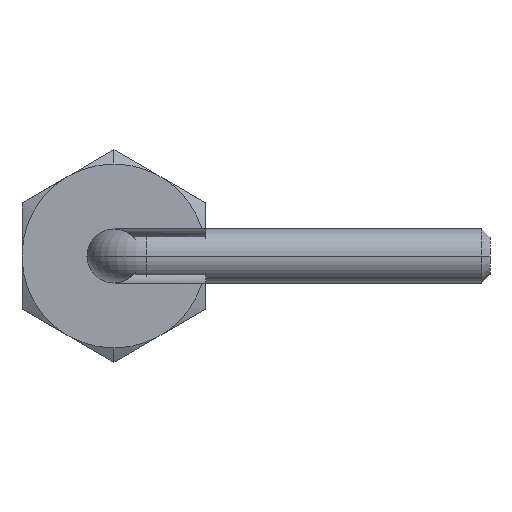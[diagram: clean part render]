
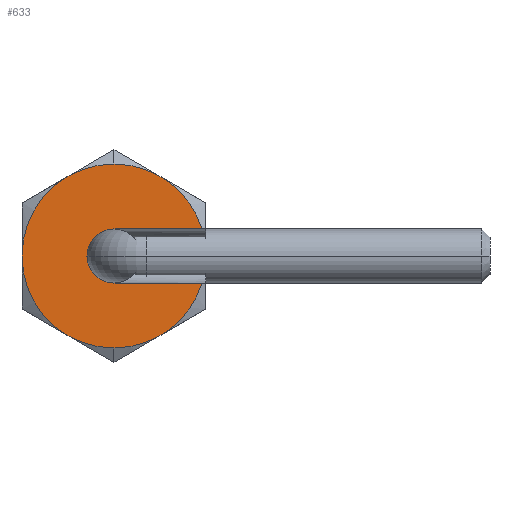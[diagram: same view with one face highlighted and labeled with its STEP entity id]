
A CAD part, left-side view. The second image highlights one B-rep face of the part: STEP entity #633.
In plain terms, the highlighted planar face has unit normal (-1, 0, 0).
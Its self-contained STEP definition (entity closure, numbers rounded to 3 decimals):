
#295=VERTEX_POINT('',#830);
#341=EDGE_CURVE('',#795,#559,#878,.T.);
#343=EDGE_CURVE('',#731,#405,#880,.T.);
#347=EDGE_CURVE('',#429,#295,#884,.T.);
#351=VERTEX_POINT('',#888);
#353=EDGE_CURVE('',#295,#795,#890,.T.);
#355=EDGE_CURVE('',#373,#429,#892,.T.);
#373=VERTEX_POINT('',#912);
#391=VERTEX_POINT('',#931);
#393=EDGE_CURVE('',#731,#373,#933,.T.);
#405=VERTEX_POINT('',#946);
#415=EDGE_CURVE('',#405,#521,#957,.T.);
#429=VERTEX_POINT('',#972);
#521=VERTEX_POINT('',#1073);
#531=EDGE_CURVE('',#521,#351,#1084,.T.);
#559=VERTEX_POINT('',#1118);
#569=VERTEX_POINT('',#1130);
#633=ADVANCED_FACE('',(#1200),#1201,.T.);
#645=EDGE_CURVE('',#559,#569,#1214,.T.);
#655=VERTEX_POINT('',#1224);
#713=EDGE_CURVE('',#569,#655,#1291,.T.);
#723=EDGE_CURVE('',#351,#391,#1302,.T.);
#731=VERTEX_POINT('',#1312);
#783=EDGE_CURVE('',#655,#391,#1373,.T.);
#795=VERTEX_POINT('',#1387);
#830=CARTESIAN_POINT('',(-77.5,4.0,-6.928));
#878=CIRCLE('',#1517,8.0);
#880=LINE('',#1520,#1521);
#884=CIRCLE('',#1526,8.0);
#888=CARTESIAN_POINT('',(-77.5,0.,2.35));
#890=CIRCLE('',#1545,8.0);
#892=CIRCLE('',#1548,8.0);
#912=CARTESIAN_POINT('',(-77.5,-4.0,-6.928));
#931=CARTESIAN_POINT('',(-77.5,-7.647,2.35));
#933=CIRCLE('',#1610,8.0);
#946=CARTESIAN_POINT('',(-77.5,0.,-2.35));
#957=CIRCLE('',#1642,2.35);
#972=CARTESIAN_POINT('',(-77.5,0.,-8.0));
#1073=CARTESIAN_POINT('',(-77.5,2.35,0.));
#1084=CIRCLE('',#1856,2.35);
#1118=CARTESIAN_POINT('',(-77.5,4.0,6.928));
#1130=CARTESIAN_POINT('',(-77.5,0.,8.0));
#1200=FACE_OUTER_BOUND('',#2021,.T.);
#1201=PLANE('',#2022);
#1214=CIRCLE('',#2039,8.0);
#1224=CARTESIAN_POINT('',(-77.5,-4.0,6.928));
#1291=CIRCLE('',#2176,8.0);
#1302=LINE('',#2189,#2190);
#1312=CARTESIAN_POINT('',(-77.5,-7.647,-2.35));
#1373=CIRCLE('',#2277,8.0);
#1387=CARTESIAN_POINT('',(-77.5,8.0,0.));
#1517=AXIS2_PLACEMENT_3D('',#2359,#2360,#2361);
#1520=CARTESIAN_POINT('',(-77.5,-3.0,-2.35));
#1521=VECTOR('',#2362,1.0);
#1526=AXIS2_PLACEMENT_3D('',#2363,#2364,#2365);
#1545=AXIS2_PLACEMENT_3D('',#2366,#2367,#2368);
#1548=AXIS2_PLACEMENT_3D('',#2369,#2370,#2371);
#1610=AXIS2_PLACEMENT_3D('',#2406,#2407,#2408);
#1642=AXIS2_PLACEMENT_3D('',#2437,#2438,#2439);
#1856=AXIS2_PLACEMENT_3D('',#2569,#2570,#2571);
#2021=EDGE_LOOP('',(#2736,#2737,#2738,#2739,#2740,#2741,#2742,#2743,#2744,#2745,#2746,#2747));
#2022=AXIS2_PLACEMENT_3D('',#2748,#2749,#2750);
#2039=AXIS2_PLACEMENT_3D('',#2762,#2763,#2764);
#2176=AXIS2_PLACEMENT_3D('',#2858,#2859,#2860);
#2189=CARTESIAN_POINT('',(-77.5,-3.0,2.35));
#2190=VECTOR('',#2872,1.0);
#2277=AXIS2_PLACEMENT_3D('',#2985,#2986,#2987);
#2359=CARTESIAN_POINT('',(-77.5,0.,0.));
#2360=DIRECTION('',(1.0,0.,0.));
#2361=DIRECTION('',(0.,0.,1.0));
#2362=DIRECTION('',(0.0,1.0,0.));
#2363=CARTESIAN_POINT('',(-77.5,0.,0.));
#2364=DIRECTION('',(1.0,0.,0.));
#2365=DIRECTION('',(0.,0.,1.0));
#2366=CARTESIAN_POINT('',(-77.5,0.,0.));
#2367=DIRECTION('',(1.0,0.,0.));
#2368=DIRECTION('',(0.,0.,1.0));
#2369=CARTESIAN_POINT('',(-77.5,0.,0.));
#2370=DIRECTION('',(1.0,0.,0.));
#2371=DIRECTION('',(0.,0.,1.0));
#2406=CARTESIAN_POINT('',(-77.5,0.,0.));
#2407=DIRECTION('',(1.0,0.,0.));
#2408=DIRECTION('',(0.,0.,1.0));
#2437=CARTESIAN_POINT('',(-77.5,0.0,0.0));
#2438=DIRECTION('',(1.0,0.,0.));
#2439=DIRECTION('',(0.,1.0,0.));
#2569=CARTESIAN_POINT('',(-77.5,0.0,0.0));
#2570=DIRECTION('',(1.0,0.,0.));
#2571=DIRECTION('',(0.,1.0,0.));
#2736=ORIENTED_EDGE('',*,*,#343,.T.);
#2737=ORIENTED_EDGE('',*,*,#415,.T.);
#2738=ORIENTED_EDGE('',*,*,#531,.T.);
#2739=ORIENTED_EDGE('',*,*,#723,.T.);
#2740=ORIENTED_EDGE('',*,*,#783,.F.);
#2741=ORIENTED_EDGE('',*,*,#713,.F.);
#2742=ORIENTED_EDGE('',*,*,#645,.F.);
#2743=ORIENTED_EDGE('',*,*,#341,.F.);
#2744=ORIENTED_EDGE('',*,*,#353,.F.);
#2745=ORIENTED_EDGE('',*,*,#347,.F.);
#2746=ORIENTED_EDGE('',*,*,#355,.F.);
#2747=ORIENTED_EDGE('',*,*,#393,.F.);
#2748=CARTESIAN_POINT('',(-77.5,0.,0.));
#2749=DIRECTION('',(-1.0,0.,0.));
#2750=DIRECTION('',(0.0,-1.0,0.));
#2762=CARTESIAN_POINT('',(-77.5,0.,0.));
#2763=DIRECTION('',(1.0,0.,0.));
#2764=DIRECTION('',(0.,0.,1.0));
#2858=CARTESIAN_POINT('',(-77.5,0.,0.));
#2859=DIRECTION('',(1.0,0.,0.));
#2860=DIRECTION('',(0.,0.,1.0));
#2872=DIRECTION('',(0.0,-1.0,0.));
#2985=CARTESIAN_POINT('',(-77.5,0.,0.));
#2986=DIRECTION('',(1.0,0.,0.));
#2987=DIRECTION('',(0.,0.,1.0));
